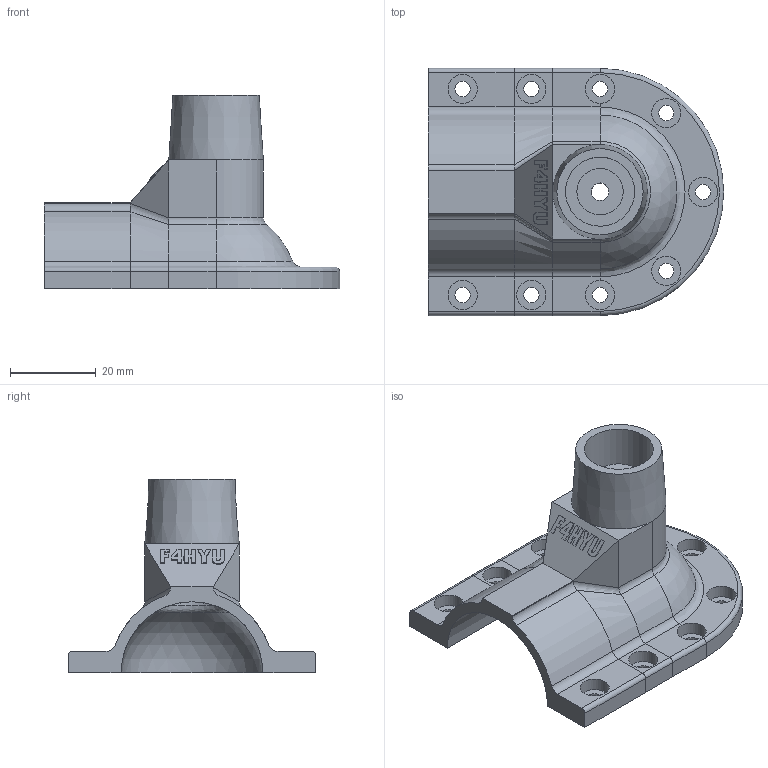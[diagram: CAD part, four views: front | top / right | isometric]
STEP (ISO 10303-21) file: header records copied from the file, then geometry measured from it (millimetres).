
FILE_DESCRIPTION(('FreeCAD Model'),'2;1');
FILE_NAME('Part-1-Antenne-2M-144MHz.step','2018-04-11T11:05:51',( 'Almisuifre'),(''),'Open CASCADE STEP processor 6.8','FreeCAD', 'Unknown');
FILE_SCHEMA(('AUTOMOTIVE_DESIGN_CC2 { 1 2 10303 214 -1 1 5 4 }'));
Length unit declared in the file: millimetre
Products named in the file (2): ASSEMBLY; Fusion004
Assembly tree (1 placements, depth 2):
  ASSEMBLY
    Fusion004
Bounding box: 68.8 x 57.6 x 45 mm (x, y, z)
Volume: 21547.5 mm3; surface area: 14361.6 mm2
Topology: 1 solids, 1 shells, 170 faces, 407 edges, 251 vertices
Faces by surface type: plane 99, cylinder 51, bspline 8, revolution 4, extrusion 4, sphere 3, cone 1
Full cylindrical faces by diameter (mm): 3.6 x9, 4.1 x1, 6.8 x9, 10.8 x1, 16.1 x1
Entity records: 27712 total; most frequent: CARTESIAN_POINT 19729, DIRECTION 1386, ORIENTED_EDGE 814, PCURVE 814, DEFINITIONAL_REPRESENTATION 814, VECTOR 802, LINE 798, EDGE_CURVE 407
